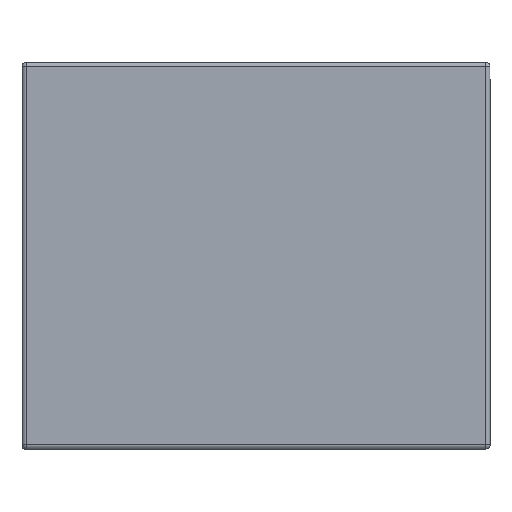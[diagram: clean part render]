
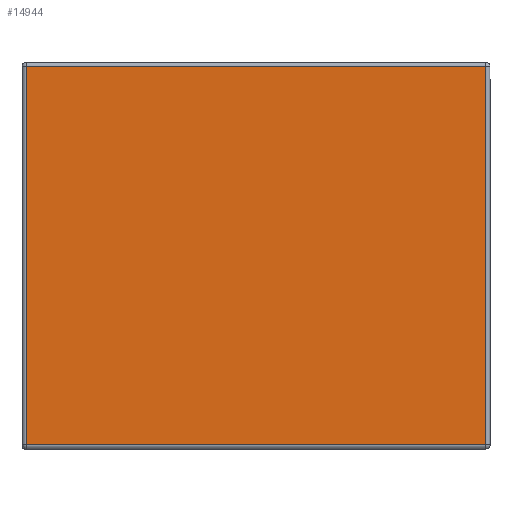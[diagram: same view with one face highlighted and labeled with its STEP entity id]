
A CAD part, top view. The second image highlights one B-rep face of the part: STEP entity #14944.
In plain terms, the highlighted planar face has unit normal (0, 0, 1).
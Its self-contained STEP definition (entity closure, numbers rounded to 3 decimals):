
#102 = DIRECTION ( 'NONE',  ( 1., 0., 0. ) ) ;
#614 = VERTEX_POINT ( 'NONE', #14235 ) ;
#879 = EDGE_CURVE ( 'NONE', #11504, #963, #5522, .T. ) ;
#909 = PLANE ( 'NONE',  #1142 ) ;
#963 = VERTEX_POINT ( 'NONE', #11585 ) ;
#1142 = AXIS2_PLACEMENT_3D ( 'NONE', #6964, #14182, #3496 ) ;
#1329 = VECTOR ( 'NONE', #6900, 1000. ) ;
#1943 = DIRECTION ( 'NONE',  ( 0., 1., 0. ) ) ;
#2432 = ORIENTED_EDGE ( 'NONE', *, *, #879, .T. ) ;
#2817 = VERTEX_POINT ( 'NONE', #5835 ) ;
#3496 = DIRECTION ( 'NONE',  ( 1., 0., 0. ) ) ;
#3891 = VECTOR ( 'NONE', #102, 1000. ) ;
#4141 = EDGE_CURVE ( 'NONE', #963, #2817, #6242, .T. ) ;
#4151 = VECTOR ( 'NONE', #1943, 1000. ) ;
#4564 = CARTESIAN_POINT ( 'NONE',  ( 5.65, 4.75, 7. ) ) ;
#4618 = FACE_OUTER_BOUND ( 'NONE', #14000, .T. ) ;
#5522 = LINE ( 'NONE', #8145, #1329 ) ;
#5702 = CARTESIAN_POINT ( 'NONE',  ( -5.75, 4.65, 7. ) ) ;
#5835 = CARTESIAN_POINT ( 'NONE',  ( 5.65, -4.65, 7. ) ) ;
#6242 = LINE ( 'NONE', #9516, #3891 ) ;
#6900 = DIRECTION ( 'NONE',  ( 0., -1., 0. ) ) ;
#6933 = LINE ( 'NONE', #4564, #4151 ) ;
#6964 = CARTESIAN_POINT ( 'NONE',  ( 0., 0., 7. ) ) ;
#6975 = EDGE_CURVE ( 'NONE', #2817, #614, #6933, .T. ) ;
#8145 = CARTESIAN_POINT ( 'NONE',  ( -5.65, -4.75, 7. ) ) ;
#8675 = EDGE_CURVE ( 'NONE', #614, #11504, #12620, .T. ) ;
#9516 = CARTESIAN_POINT ( 'NONE',  ( 5.75, -4.65, 7. ) ) ;
#9869 = ORIENTED_EDGE ( 'NONE', *, *, #8675, .T. ) ;
#10250 = DIRECTION ( 'NONE',  ( -1., 0., 0. ) ) ;
#11403 = ORIENTED_EDGE ( 'NONE', *, *, #6975, .T. ) ;
#11504 = VERTEX_POINT ( 'NONE', #14571 ) ;
#11585 = CARTESIAN_POINT ( 'NONE',  ( -5.65, -4.65, 7. ) ) ;
#12620 = LINE ( 'NONE', #5702, #14782 ) ;
#13527 = ORIENTED_EDGE ( 'NONE', *, *, #4141, .T. ) ;
#14000 = EDGE_LOOP ( 'NONE', ( #2432, #13527, #11403, #9869 ) ) ;
#14182 = DIRECTION ( 'NONE',  ( 0., 0., 1. ) ) ;
#14235 = CARTESIAN_POINT ( 'NONE',  ( 5.65, 4.65, 7. ) ) ;
#14571 = CARTESIAN_POINT ( 'NONE',  ( -5.65, 4.65, 7. ) ) ;
#14782 = VECTOR ( 'NONE', #10250, 1000. ) ;
#14944 = ADVANCED_FACE ( 'NONE', ( #4618 ), #909, .T. ) ;
